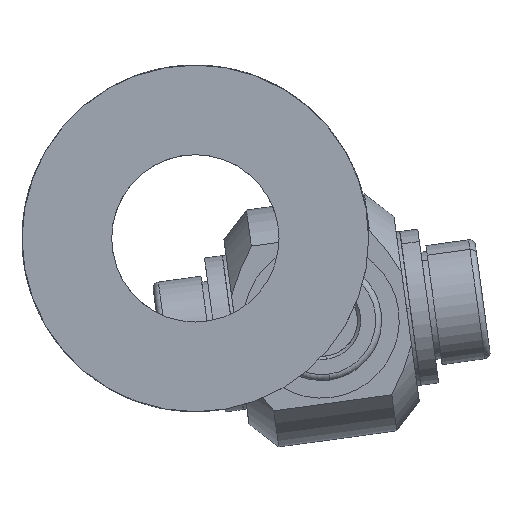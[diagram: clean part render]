
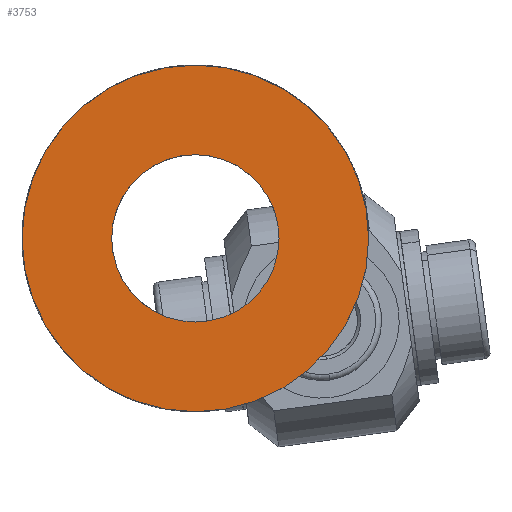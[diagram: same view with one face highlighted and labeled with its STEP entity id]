
A CAD part, left-side view. The second image highlights one B-rep face of the part: STEP entity #3753.
In plain terms, the highlighted face is planar.
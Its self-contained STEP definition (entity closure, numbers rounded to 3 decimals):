
#490=PLANE('',#6973);
#1244=VERTEX_POINT('',#6037);
#1276=VERTEX_POINT('',#6292);
#1520=CIRCLE('',#6951,0.7);
#1526=CIRCLE('',#6972,1.45);
#1938=EDGE_CURVE('',#1244,#1244,#1520,.T.);
#1984=EDGE_CURVE('',#1276,#1276,#1526,.T.);
#2932=ORIENTED_EDGE('',*,*,#1938,.T.);
#2933=ORIENTED_EDGE('',*,*,#1984,.F.);
#3264=EDGE_LOOP('',(#2932));
#3265=EDGE_LOOP('',(#2933));
#3528=FACE_BOUND('',#3264,.T.);
#3529=FACE_BOUND('',#3265,.T.);
#3753=ADVANCED_FACE('',(#3528,#3529),#490,.T.);
#4762=DIRECTION('',(0.,0.,-1.));
#4763=DIRECTION('',(0.7,0.,0.));
#4816=DIRECTION('',(0.,0.,-1.));
#4817=DIRECTION('',(1.45,0.,0.));
#4818=DIRECTION('',(0.,0.,1.));
#6036=CARTESIAN_POINT('',(0.,0.,2.8));
#6037=CARTESIAN_POINT('',(-0.7,0.,2.8));
#6291=CARTESIAN_POINT('',(0.,0.,2.8));
#6292=CARTESIAN_POINT('',(1.45,0.,2.8));
#6293=CARTESIAN_POINT('',(0.,0.,2.8));
#6951=AXIS2_PLACEMENT_3D('',#6036,#4762,#4763);
#6972=AXIS2_PLACEMENT_3D('',#6291,#4816,#4817);
#6973=AXIS2_PLACEMENT_3D('',#6293,#4818,$);
